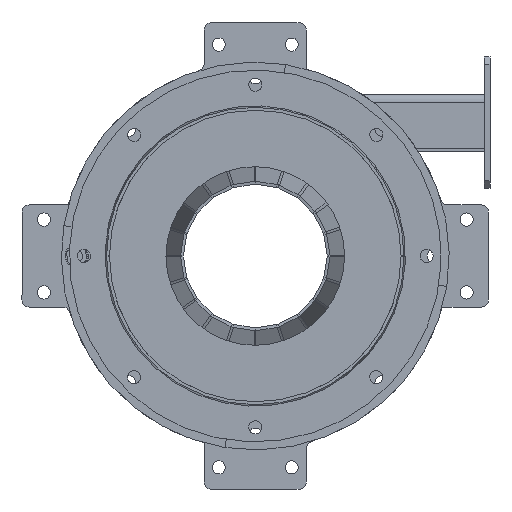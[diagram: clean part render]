
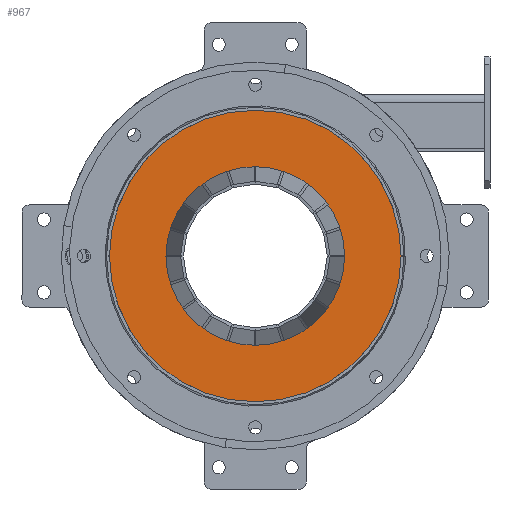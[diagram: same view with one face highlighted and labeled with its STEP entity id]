
A CAD part, front view. The second image highlights one B-rep face of the part: STEP entity #967.
In plain terms, the highlighted planar face has unit normal (0, -1, 0).
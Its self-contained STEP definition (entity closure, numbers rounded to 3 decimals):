
#7 = ORIENTED_EDGE ( 'NONE', *, *, #858, .T. ) ;
#72 = AXIS2_PLACEMENT_3D ( 'NONE', #8703, #9339, #1984 ) ;
#110 = CIRCLE ( 'NONE', #1446, 61.25 ) ;
#142 = CARTESIAN_POINT ( 'NONE',  ( 0., 0., 0. ) ) ;
#198 = VERTEX_POINT ( 'NONE', #4408 ) ;
#858 = EDGE_CURVE ( 'NONE', #198, #3996, #110, .T. ) ;
#956 = DIRECTION ( 'NONE',  ( 0., 0., 1. ) ) ;
#967 = ADVANCED_FACE ( 'NONE', ( #9111, #4225 ), #5030, .F. ) ;
#1006 = DIRECTION ( 'NONE',  ( 0., 1., 0. ) ) ;
#1118 = AXIS2_PLACEMENT_3D ( 'NONE', #8319, #1006, #956 ) ;
#1446 = AXIS2_PLACEMENT_3D ( 'NONE', #8253, #5790, #9062 ) ;
#1984 = DIRECTION ( 'NONE',  ( 0., 0., 1. ) ) ;
#2315 = ORIENTED_EDGE ( 'NONE', *, *, #7067, .F. ) ;
#2679 = CIRCLE ( 'NONE', #8694, 100. ) ;
#3335 = CARTESIAN_POINT ( 'NONE',  ( 0., 0., 61.25 ) ) ;
#3888 = AXIS2_PLACEMENT_3D ( 'NONE', #6151, #4673, #7860 ) ;
#3996 = VERTEX_POINT ( 'NONE', #3335 ) ;
#4225 = FACE_BOUND ( 'NONE', #8927, .T. ) ;
#4230 = EDGE_LOOP ( 'NONE', ( #4697, #2315 ) ) ;
#4408 = CARTESIAN_POINT ( 'NONE',  ( 0., 0., -61.25 ) ) ;
#4673 = DIRECTION ( 'NONE',  ( 0., 1., 0. ) ) ;
#4697 = ORIENTED_EDGE ( 'NONE', *, *, #6775, .F. ) ;
#4772 = EDGE_CURVE ( 'NONE', #3996, #198, #6600, .T. ) ;
#4866 = CARTESIAN_POINT ( 'NONE',  ( 0., 0., 100. ) ) ;
#5030 = PLANE ( 'NONE',  #1118 ) ;
#5790 = DIRECTION ( 'NONE',  ( 0., 1., 0. ) ) ;
#6151 = CARTESIAN_POINT ( 'NONE',  ( 0., 0., 0. ) ) ;
#6212 = CARTESIAN_POINT ( 'NONE',  ( 0., 0., -100. ) ) ;
#6600 = CIRCLE ( 'NONE', #72, 61.25 ) ;
#6775 = EDGE_CURVE ( 'NONE', #9012, #9317, #2679, .T. ) ;
#7067 = EDGE_CURVE ( 'NONE', #9317, #9012, #10396, .T. ) ;
#7443 = DIRECTION ( 'NONE',  ( 0., 0., 1. ) ) ;
#7531 = ORIENTED_EDGE ( 'NONE', *, *, #4772, .T. ) ;
#7860 = DIRECTION ( 'NONE',  ( 0., 0., 1. ) ) ;
#8185 = DIRECTION ( 'NONE',  ( 0., 1., 0. ) ) ;
#8253 = CARTESIAN_POINT ( 'NONE',  ( 0., 0., 0. ) ) ;
#8319 = CARTESIAN_POINT ( 'NONE',  ( 0., 0., 0. ) ) ;
#8694 = AXIS2_PLACEMENT_3D ( 'NONE', #142, #8185, #7443 ) ;
#8703 = CARTESIAN_POINT ( 'NONE',  ( 0., 0., 0. ) ) ;
#8927 = EDGE_LOOP ( 'NONE', ( #7, #7531 ) ) ;
#9012 = VERTEX_POINT ( 'NONE', #6212 ) ;
#9062 = DIRECTION ( 'NONE',  ( 0., 0., 1. ) ) ;
#9111 = FACE_OUTER_BOUND ( 'NONE', #4230, .T. ) ;
#9317 = VERTEX_POINT ( 'NONE', #4866 ) ;
#9339 = DIRECTION ( 'NONE',  ( 0., 1., 0. ) ) ;
#10396 = CIRCLE ( 'NONE', #3888, 100. ) ;
